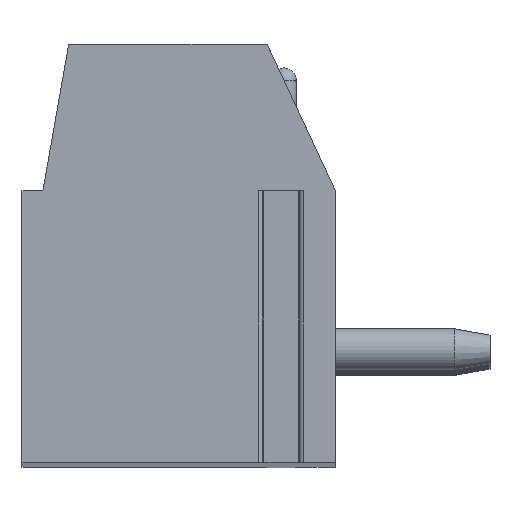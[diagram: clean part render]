
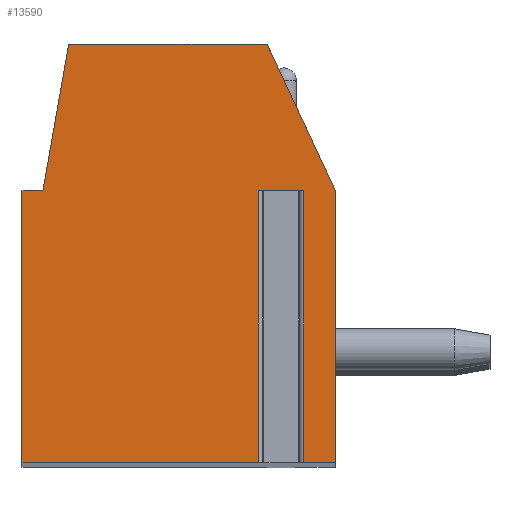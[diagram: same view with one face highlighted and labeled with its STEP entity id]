
A CAD part, top view. The second image highlights one B-rep face of the part: STEP entity #13590.
In plain terms, the highlighted planar face has unit normal (0, 0, 1).
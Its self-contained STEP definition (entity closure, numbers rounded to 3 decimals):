
#13=DIRECTION('',(-1.,0.,0.));
#14=VECTOR('',#13,1.097);
#15=CARTESIAN_POINT('',(2.998,1.5,68.58));
#16=LINE('',#15,#14);
#17=DIRECTION('',(0.,-1.,0.));
#18=VECTOR('',#17,6.5);
#19=CARTESIAN_POINT('',(1.902,1.5,68.58));
#20=LINE('',#19,#18);
#21=DIRECTION('',(1.,0.,0.));
#22=VECTOR('',#21,5.652);
#23=CARTESIAN_POINT('',(-3.75,-5.,68.58));
#24=LINE('',#23,#22);
#25=DIRECTION('',(0.,-1.,0.));
#26=VECTOR('',#25,6.5);
#27=CARTESIAN_POINT('',(-3.75,1.5,68.58));
#28=LINE('',#27,#26);
#29=DIRECTION('',(-1.,0.,0.));
#30=VECTOR('',#29,0.5);
#31=CARTESIAN_POINT('',(-3.25,1.5,68.58));
#32=LINE('',#31,#30);
#33=DIRECTION('',(-0.174,-0.985,0.));
#34=VECTOR('',#33,3.554);
#35=CARTESIAN_POINT('',(-2.633,5.,68.58));
#36=LINE('',#35,#34);
#37=DIRECTION('',(-1.,0.,0.));
#38=VECTOR('',#37,4.751);
#39=CARTESIAN_POINT('',(2.118,5.,68.58));
#40=LINE('',#39,#38);
#41=DIRECTION('',(-0.423,0.906,0.));
#42=VECTOR('',#41,3.862);
#43=CARTESIAN_POINT('',(3.75,1.5,68.58));
#44=LINE('',#43,#42);
#45=DIRECTION('',(0.,1.,0.));
#46=VECTOR('',#45,6.5);
#47=CARTESIAN_POINT('',(3.75,-5.,68.58));
#48=LINE('',#47,#46);
#49=DIRECTION('',(1.,0.,0.));
#50=VECTOR('',#49,0.752);
#51=CARTESIAN_POINT('',(2.998,-5.,68.58));
#52=LINE('',#51,#50);
#53=DIRECTION('',(0.,-1.,0.));
#54=VECTOR('',#53,6.5);
#55=CARTESIAN_POINT('',(2.998,1.5,68.58));
#56=LINE('',#55,#54);
#10785=CARTESIAN_POINT('',(-2.633,5.,68.58));
#10786=CARTESIAN_POINT('',(-3.25,1.5,68.58));
#10787=VERTEX_POINT('',#10785);
#10788=VERTEX_POINT('',#10786);
#10789=CARTESIAN_POINT('',(-3.75,1.5,68.58));
#10790=VERTEX_POINT('',#10789);
#10791=CARTESIAN_POINT('',(-3.75,-5.,68.58));
#10792=VERTEX_POINT('',#10791);
#10793=CARTESIAN_POINT('',(3.75,-5.,68.58));
#10794=CARTESIAN_POINT('',(3.75,1.5,68.58));
#10795=VERTEX_POINT('',#10793);
#10796=VERTEX_POINT('',#10794);
#10797=CARTESIAN_POINT('',(2.118,5.,68.58));
#10798=VERTEX_POINT('',#10797);
#10857=CARTESIAN_POINT('',(2.998,1.5,68.58));
#10858=CARTESIAN_POINT('',(1.902,1.5,68.58));
#10859=VERTEX_POINT('',#10857);
#10860=VERTEX_POINT('',#10858);
#10861=CARTESIAN_POINT('',(1.902,-5.,68.58));
#10862=VERTEX_POINT('',#10861);
#10863=CARTESIAN_POINT('',(2.998,-5.,68.58));
#10864=VERTEX_POINT('',#10863);
#13561=CARTESIAN_POINT('',(0.,0.,68.58));
#13562=DIRECTION('',(0.,0.,1.));
#13563=DIRECTION('',(1.,0.,0.));
#13564=AXIS2_PLACEMENT_3D('',#13561,#13562,#13563);
#13565=PLANE('',#13564);
#13567=ORIENTED_EDGE('',*,*,#13566,.T.);
#13569=ORIENTED_EDGE('',*,*,#13568,.T.);
#13571=ORIENTED_EDGE('',*,*,#13570,.F.);
#13573=ORIENTED_EDGE('',*,*,#13572,.F.);
#13575=ORIENTED_EDGE('',*,*,#13574,.F.);
#13577=ORIENTED_EDGE('',*,*,#13576,.F.);
#13579=ORIENTED_EDGE('',*,*,#13578,.F.);
#13581=ORIENTED_EDGE('',*,*,#13580,.F.);
#13583=ORIENTED_EDGE('',*,*,#13582,.F.);
#13585=ORIENTED_EDGE('',*,*,#13584,.F.);
#13587=ORIENTED_EDGE('',*,*,#13586,.F.);
#13588=EDGE_LOOP('',(#13567,#13569,#13571,#13573,#13575,#13577,#13579,#13581,
#13583,#13585,#13587));
#13589=FACE_OUTER_BOUND('',#13588,.F.);
#13566=EDGE_CURVE('',#10859,#10860,#16,.T.);
#13568=EDGE_CURVE('',#10860,#10862,#20,.T.);
#13570=EDGE_CURVE('',#10792,#10862,#24,.T.);
#13572=EDGE_CURVE('',#10790,#10792,#28,.T.);
#13574=EDGE_CURVE('',#10788,#10790,#32,.T.);
#13576=EDGE_CURVE('',#10787,#10788,#36,.T.);
#13578=EDGE_CURVE('',#10798,#10787,#40,.T.);
#13580=EDGE_CURVE('',#10796,#10798,#44,.T.);
#13582=EDGE_CURVE('',#10795,#10796,#48,.T.);
#13584=EDGE_CURVE('',#10864,#10795,#52,.T.);
#13586=EDGE_CURVE('',#10859,#10864,#56,.T.);
#13590=ADVANCED_FACE('',(#13589),#13565,.T.);
